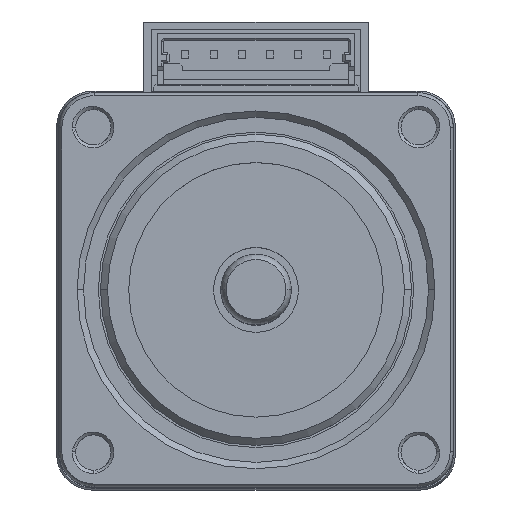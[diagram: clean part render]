
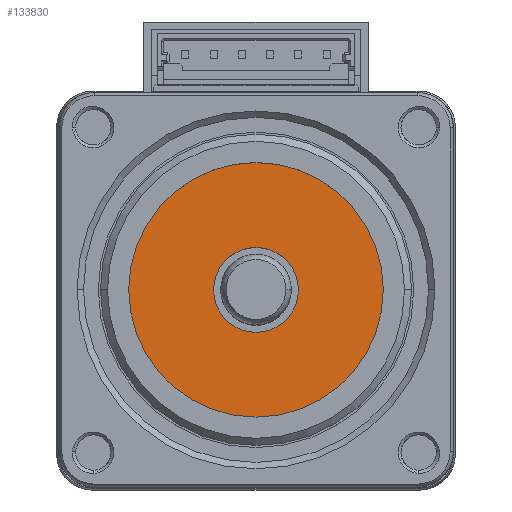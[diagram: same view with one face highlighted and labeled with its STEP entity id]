
A CAD part, top view. The second image highlights one B-rep face of the part: STEP entity #133830.
In plain terms, the highlighted planar face has unit normal (0, 0, 1).
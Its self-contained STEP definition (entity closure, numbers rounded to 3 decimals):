
#6600=CARTESIAN_POINT('',(9.,0.,-0.5));
#6610=VERTEX_POINT('',#6600);
#6660=CARTESIAN_POINT('',(0.,0.,
-0.5));
#6670=DIRECTION('',(0.,0.,1.));
#6680=DIRECTION('',(1.,0.,0.));
#6690=AXIS2_PLACEMENT_3D('',#6660,#6670,#6680);
#6700=CIRCLE('',#6690,9.);
#6710=CARTESIAN_POINT('',(-9.,0.,-0.5));
#6720=VERTEX_POINT('',#6710);
#6730=EDGE_CURVE('',#6610,#6720,#6700,.T.);
#115740=CARTESIAN_POINT('',(3.,0.,-0.5));
#115750=VERTEX_POINT('',#115740);
#115830=CARTESIAN_POINT('',(-3.,0.,-0.5));
#115840=VERTEX_POINT('',#115830);
#115870=CARTESIAN_POINT('',(0.,0.,
-0.5));
#115880=DIRECTION('',(0.,0.,-1.));
#115890=DIRECTION('',(-1.,0.,-0.));
#115900=AXIS2_PLACEMENT_3D('',#115870,#115880,#115890);
#115910=CIRCLE('',#115900,3.);
#115920=EDGE_CURVE('',#115840,#115750,#115910,.T.);
#133680=CARTESIAN_POINT('',(-9.108,-9.108,-0.5));
#133690=DIRECTION('',(0.,0.,1.));
#133700=DIRECTION('',(1.,0.,-0.));
#133710=AXIS2_PLACEMENT_3D('',#133680,#133690,#133700);
#133720=PLANE('',#133710);
#133730=EDGE_CURVE('',#6720,#6610,#6700,.T.);
#133740=ORIENTED_EDGE('',*,*,#133730,.T.);
#133750=ORIENTED_EDGE('',*,*,#6730,.T.);
#133760=EDGE_LOOP('',(#133750,#133740));
#133770=FACE_OUTER_BOUND('',#133760,.T.);
#133780=EDGE_CURVE('',#115750,#115840,#115910,.T.);
#133790=ORIENTED_EDGE('',*,*,#133780,.T.);
#133800=ORIENTED_EDGE('',*,*,#115920,.T.);
#133810=EDGE_LOOP('',(#133800,#133790));
#133820=FACE_BOUND('',#133810,.T.);
#133830=ADVANCED_FACE('',(#133770,#133820),#133720,.T.);
